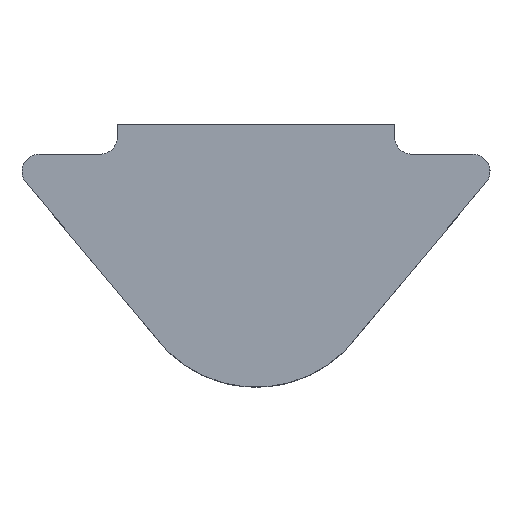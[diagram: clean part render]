
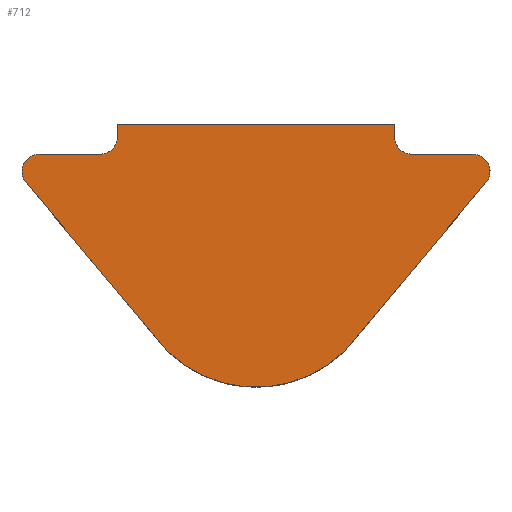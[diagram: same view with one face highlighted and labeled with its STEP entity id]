
A CAD part, left-side view. The second image highlights one B-rep face of the part: STEP entity #712.
In plain terms, the highlighted planar face has unit normal (-1, 0, 0).
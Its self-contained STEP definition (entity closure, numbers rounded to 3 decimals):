
#265=CARTESIAN_POINT('',(7.,22.575,-10.257));
#266=VERTEX_POINT('',#265);
#273=CARTESIAN_POINT('',(7.,26.603,-5.454));
#274=VERTEX_POINT('',#273);
#275=CARTESIAN_POINT('',(7.,26.603,-5.454));
#276=DIRECTION('',(0.,-0.643,-0.766));
#277=VECTOR('',#276,6.268);
#278=LINE('',#275,#277);
#279=EDGE_CURVE('',#274,#266,#278,.T.);
#313=CARTESIAN_POINT('',(7.,17.425,-10.257));
#314=VERTEX_POINT('',#313);
#321=CARTESIAN_POINT('',(7.0,20.,-7.67));
#322=DIRECTION('',(-1.0,0.0,0.0));
#323=DIRECTION('',(0.0,0.0,-1.0));
#324=AXIS2_PLACEMENT_3D('',#321,#322,#323);
#325=CIRCLE('',#324,3.65);
#326=EDGE_CURVE('',#266,#314,#325,.T.);
#354=CARTESIAN_POINT('',(7.,13.397,-5.454));
#355=VERTEX_POINT('',#354);
#362=CARTESIAN_POINT('',(7.,17.425,-10.257));
#363=DIRECTION('',(0.,-0.643,0.766));
#364=VECTOR('',#363,6.268);
#365=LINE('',#362,#364);
#366=EDGE_CURVE('',#314,#355,#365,.T.);
#406=CARTESIAN_POINT('',(7.,24.0,-4.1));
#407=VERTEX_POINT('',#406);
#414=CARTESIAN_POINT('',(7.,24.0,-3.75));
#415=VERTEX_POINT('',#414);
#416=CARTESIAN_POINT('',(7.,24.0,-3.75));
#417=DIRECTION('',(0.0,0.0,-1.0));
#418=VECTOR('',#417,0.35);
#419=LINE('',#416,#418);
#420=EDGE_CURVE('',#415,#407,#419,.T.);
#445=CARTESIAN_POINT('',(7.,24.5,-4.6));
#446=VERTEX_POINT('',#445);
#453=CARTESIAN_POINT('',(7.,24.5,-4.1));
#454=DIRECTION('',(1.,0.,0.));
#455=DIRECTION('',(0.,-0.707,-0.707));
#456=AXIS2_PLACEMENT_3D('',#453,#454,#455);
#457=CIRCLE('',#456,0.5);
#458=EDGE_CURVE('',#407,#446,#457,.T.);
#477=CARTESIAN_POINT('',(7.,26.25,-4.6));
#478=VERTEX_POINT('',#477);
#485=CARTESIAN_POINT('',(7.,24.5,-4.6));
#486=DIRECTION('',(0.0,1.0,0.0));
#487=VECTOR('',#486,1.75);
#488=LINE('',#485,#487);
#489=EDGE_CURVE('',#446,#478,#488,.T.);
#508=CARTESIAN_POINT('',(7.,26.25,-5.1));
#509=DIRECTION('',(-1.0,0.,0.));
#510=DIRECTION('',(0.,0.924,0.382));
#511=AXIS2_PLACEMENT_3D('',#508,#509,#510);
#512=CIRCLE('',#511,0.5);
#513=EDGE_CURVE('',#478,#274,#512,.T.);
#533=CARTESIAN_POINT('',(7.,13.75,-4.6));
#534=VERTEX_POINT('',#533);
#541=CARTESIAN_POINT('',(7.,13.75,-5.1));
#542=DIRECTION('',(-1.,0.,0.));
#543=DIRECTION('',(0.,-0.924,0.382));
#544=AXIS2_PLACEMENT_3D('',#541,#542,#543);
#545=CIRCLE('',#544,0.5);
#546=EDGE_CURVE('',#355,#534,#545,.T.);
#565=CARTESIAN_POINT('',(7.,15.5,-4.6));
#566=VERTEX_POINT('',#565);
#573=CARTESIAN_POINT('',(7.,13.75,-4.6));
#574=DIRECTION('',(0.0,1.0,0.0));
#575=VECTOR('',#574,1.75);
#576=LINE('',#573,#575);
#577=EDGE_CURVE('',#534,#566,#576,.T.);
#597=CARTESIAN_POINT('',(7.,16.0,-4.1));
#598=VERTEX_POINT('',#597);
#605=CARTESIAN_POINT('',(7.,15.5,-4.1));
#606=DIRECTION('',(1.,0.,0.));
#607=DIRECTION('',(0.,0.707,-0.707));
#608=AXIS2_PLACEMENT_3D('',#605,#606,#607);
#609=CIRCLE('',#608,0.5);
#610=EDGE_CURVE('',#566,#598,#609,.T.);
#629=CARTESIAN_POINT('',(7.,16.0,-3.75));
#630=VERTEX_POINT('',#629);
#637=CARTESIAN_POINT('',(7.,16.0,-4.1));
#638=DIRECTION('',(0.0,0.0,1.0));
#639=VECTOR('',#638,0.35);
#640=LINE('',#637,#639);
#641=EDGE_CURVE('',#598,#630,#640,.T.);
#659=CARTESIAN_POINT('',(7.,16.0,-3.75));
#660=DIRECTION('',(0.0,1.0,0.0));
#661=VECTOR('',#660,8.0);
#662=LINE('',#659,#661);
#663=EDGE_CURVE('',#630,#415,#662,.T.);
#693=CARTESIAN_POINT('',(7.0,20.,-6.637));
#694=DIRECTION('',(-1.0,0.0,0.0));
#695=DIRECTION('',(0.0,0.0,1.0));
#696=AXIS2_PLACEMENT_3D('',#693,#694,#695);
#697=PLANE('',#696);
#698=ORIENTED_EDGE('',*,*,#663,.T.);
#699=ORIENTED_EDGE('',*,*,#420,.T.);
#700=ORIENTED_EDGE('',*,*,#458,.T.);
#701=ORIENTED_EDGE('',*,*,#489,.T.);
#702=ORIENTED_EDGE('',*,*,#513,.T.);
#703=ORIENTED_EDGE('',*,*,#279,.T.);
#704=ORIENTED_EDGE('',*,*,#326,.T.);
#705=ORIENTED_EDGE('',*,*,#366,.T.);
#706=ORIENTED_EDGE('',*,*,#546,.T.);
#707=ORIENTED_EDGE('',*,*,#577,.T.);
#708=ORIENTED_EDGE('',*,*,#610,.T.);
#709=ORIENTED_EDGE('',*,*,#641,.T.);
#710=EDGE_LOOP('',(#698,#699,#700,#701,#702,#703,#704,#705,#706,#707,#708,#709));
#711=FACE_OUTER_BOUND('',#710,.T.);
#712=ADVANCED_FACE('',(#711),#697,.T.);
